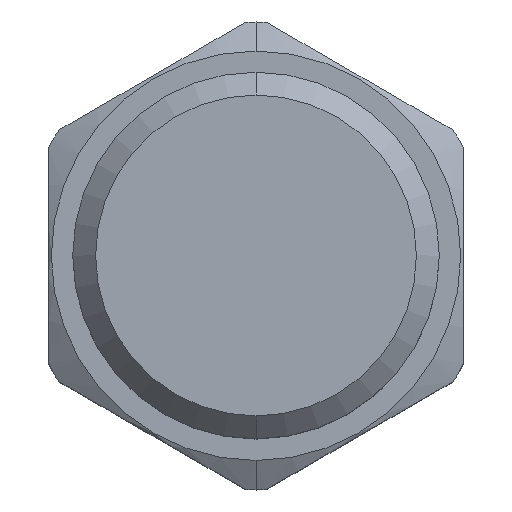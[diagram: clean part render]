
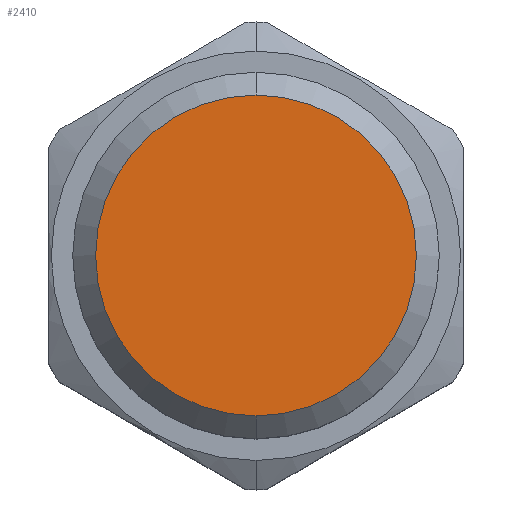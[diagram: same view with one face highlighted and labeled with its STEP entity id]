
A CAD part, top view. The second image highlights one B-rep face of the part: STEP entity #2410.
In plain terms, the highlighted planar face has unit normal (0, 0, 1).
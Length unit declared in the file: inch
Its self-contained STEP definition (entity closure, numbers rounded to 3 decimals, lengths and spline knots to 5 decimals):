
#874=CARTESIAN_POINT('',(0.,0.,3.19));
#875=DIRECTION('',(0.,0.,1.));
#876=DIRECTION('',(0.,-1.,0.));
#877=AXIS2_PLACEMENT_3D('',#874,#875,#876);
#892=CARTESIAN_POINT('',(0.,0.,3.19));
#893=DIRECTION('',(0.,0.,1.));
#894=DIRECTION('',(0.,1.,0.));
#895=AXIS2_PLACEMENT_3D('',#892,#893,#894);
#1372=CARTESIAN_POINT('',(0.,0.435,3.19));
#1373=CARTESIAN_POINT('',(0.,-0.435,3.19));
#1374=VERTEX_POINT('',#1372);
#1375=VERTEX_POINT('',#1373);
#2400=CARTESIAN_POINT('',(0.,0.,3.19));
#2401=DIRECTION('',(0.,0.,1.));
#2402=DIRECTION('',(0.,1.,0.));
#2403=AXIS2_PLACEMENT_3D('',#2400,#2401,#2402);
#2404=PLANE('',#2403);
#2405=ORIENTED_EDGE('',*,*,#2390,.F.);
#2407=ORIENTED_EDGE('',*,*,#2406,.F.);
#2408=EDGE_LOOP('',(#2405,#2407));
#2409=FACE_OUTER_BOUND('',#2408,.F.);
#2410=ADVANCED_FACE('',(#2409),#2404,.T.);
#878=CIRCLE('',#877,0.435);
#896=CIRCLE('',#895,0.435);
#2390=EDGE_CURVE('',#1375,#1374,#878,.T.);
#2406=EDGE_CURVE('',#1374,#1375,#896,.T.);
